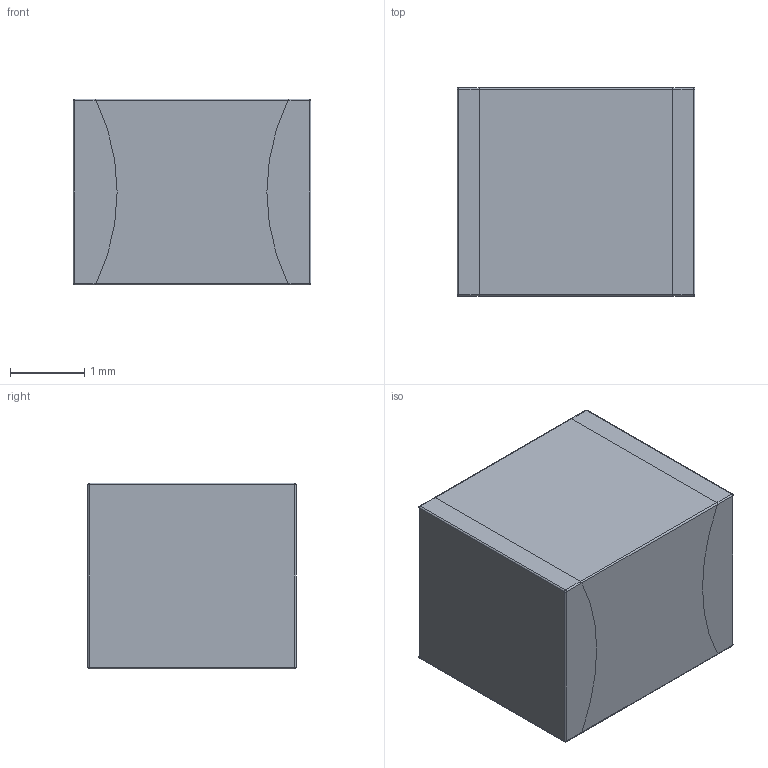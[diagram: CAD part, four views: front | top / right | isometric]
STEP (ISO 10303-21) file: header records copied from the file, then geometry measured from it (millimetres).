
FILE_DESCRIPTION (( 'STEP AP214' ), '1' );
FILE_NAME ('C1210-H2.8.STEP', '2024-06-08T08:48:26', ( '' ), ( '' ), 'SwSTEP 2.0', 'SolidWorks 2022', '' );
FILE_SCHEMA (( 'AUTOMOTIVE_DESIGN' ));
Length unit declared in the file: millimetre
Products named in the file (1): C1210-H2.8
Bounding box: 3.2 x 2.8 x 2.5 mm (x, y, z)
Volume: 22.4 mm3; surface area: 76.6 mm2
Topology: 3 solids, 3 shells, 86 faces, 209 edges, 126 vertices
Faces by surface type: plane 38, cylinder 24, bspline 16, sphere 8
Entity records: 4158 total; most frequent: CARTESIAN_POINT 1742, ORIENTED_EDGE 402, DIRECTION 327, EDGE_CURVE 201, VERTEX_POINT 126, VECTOR 121, LINE 121, AXIS2_PLACEMENT_3D 103
